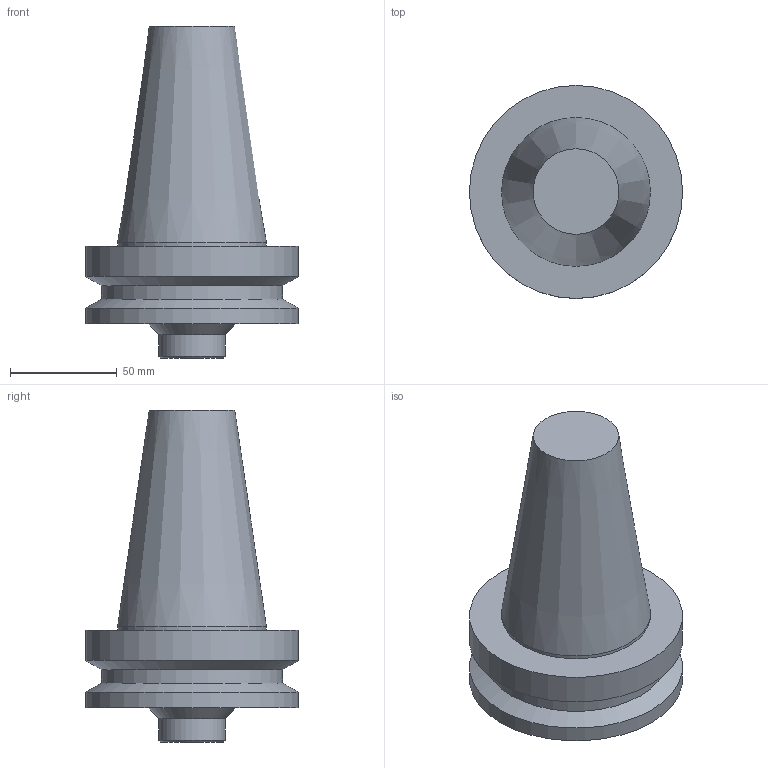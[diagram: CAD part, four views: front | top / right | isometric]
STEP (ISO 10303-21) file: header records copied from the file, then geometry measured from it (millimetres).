
FILE_DESCRIPTION((''),'1');
FILE_NAME('BBT50-CK3-95.stp','2012-05-17T02:25:22',(''),(''),'Spatial Interop R18','Kubotek KeyCreator V8.5.1 (14335)',' ');
FILE_SCHEMA(('CONFIG_CONTROL_DESIGN'));
Length unit declared in the file: millimetre
Products named in the file (1): 1
Bounding box: 100 x 100 x 155.8 mm (x, y, z)
Volume: 530076 mm3; surface area: 45991.6 mm2
Topology: 1 solids, 1 shells, 14 faces, 23 edges, 13 vertices
Faces by surface type: cone 5, cylinder 5, plane 4
Full cylindrical faces by diameter (mm): 31 x1, 69.85 x1, 85 x1, 100 x2
Entity records: 318 total; most frequent: DIRECTION 56, CARTESIAN_POINT 41, AXIS2_PLACEMENT_3D 28, EDGE_LOOP 26, ORIENTED_EDGE 26, FACE_BOUND 22, ADVANCED_FACE 14, EDGE_CURVE 13
